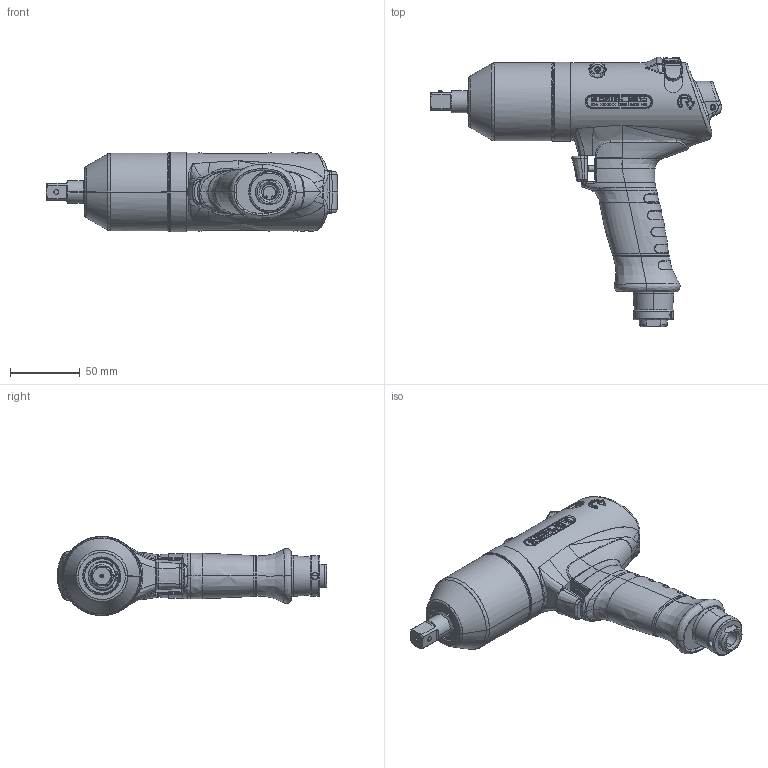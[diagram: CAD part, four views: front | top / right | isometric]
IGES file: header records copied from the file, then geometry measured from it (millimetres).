
Start section:  PTC IGES file: 120phh554.igs
Global section: file name: 120phh554.igs; native system: Pro/ENGINEER by Parametric Technology Corporation; preprocessor: 2008400; author: c584d; organization: Unknown; date: 20120515.142342; units: millimetre
Bounding box: 209.1 x 193.47 x 56.9 mm (x, y, z)
Surface area: 61923.3 mm2 (no closed solid volume)
Topology: 0 solids, 0 shells, 807 faces, 5739 edges, 5723 vertices
Faces by surface type: bspline 518, revolution 289
